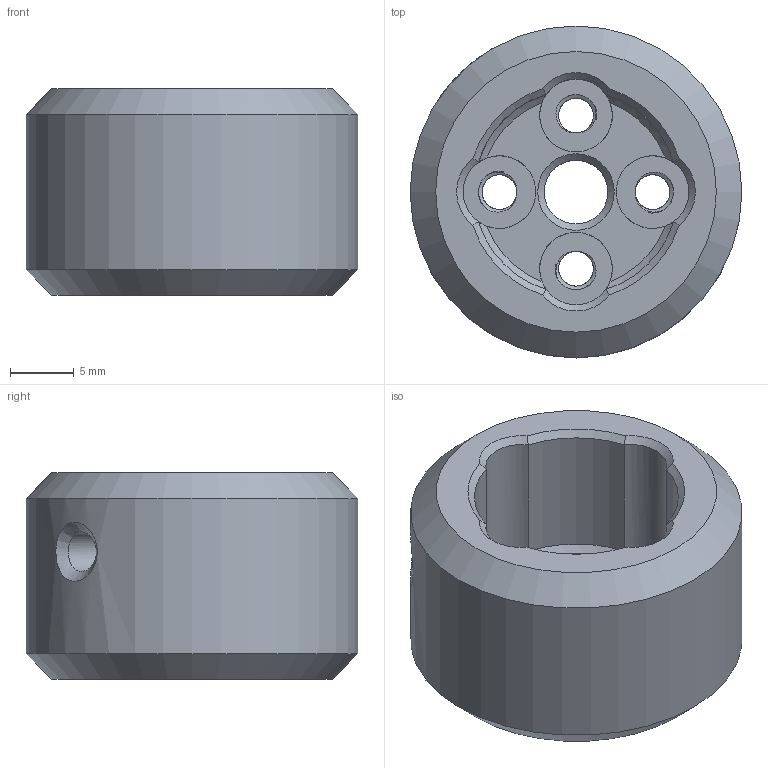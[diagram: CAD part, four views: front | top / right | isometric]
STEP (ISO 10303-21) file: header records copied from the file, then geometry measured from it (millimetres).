
FILE_DESCRIPTION(/* description */ (''),/* implementation_level */ '2;1');
FILE_NAME(/* name */ 'Shaft Adapter.step',/* time_stamp */ '2025-06-19T23:45:46+02:00',/* author */ (''),/* organization */ (''),/* preprocessor_version */ 'ST-DEVELOPER v20.1',/* originating_system */ 'Autodesk Translation Framework v14.4.0.0',/* authorisation */ '');
FILE_SCHEMA (('AUTOMOTIVE_DESIGN { 1 0 10303 214 3 1 1 }'));
Length unit declared in the file: millimetre
Products named in the file (1): Open Source Motor Mount
Bounding box: 26 x 26 x 16.2 mm (x, y, z)
Volume: 5469.6 mm3; surface area: 3084.9 mm2
Topology: 1 solids, 1 shells, 100 faces, 279 edges, 182 vertices
Faces by surface type: cylinder 67, cone 16, bspline 10, plane 7
Full cylindrical faces by diameter (mm): 2.729 x12, 3.1 x1, 3.286 x12, 5 x1, 5.7 x4, 26 x1
Entity records: 8516 total; most frequent: CARTESIAN_POINT 6140, ORIENTED_EDGE 558, DIRECTION 371, EDGE_CURVE 279, VERTEX_POINT 182, AXIS2_PLACEMENT_3D 151, B_SPLINE_CURVE_WITH_KNOTS 150, EDGE_LOOP 113
